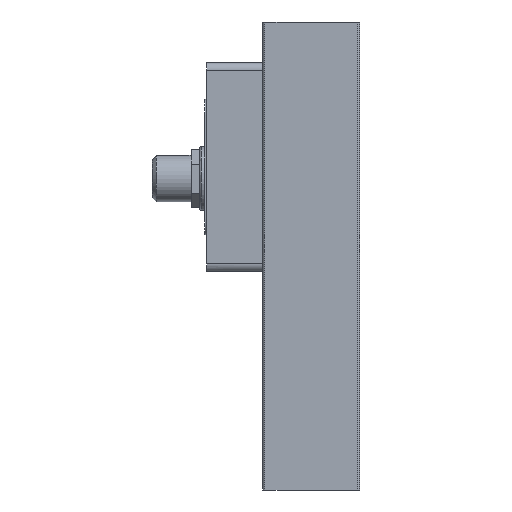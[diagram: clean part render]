
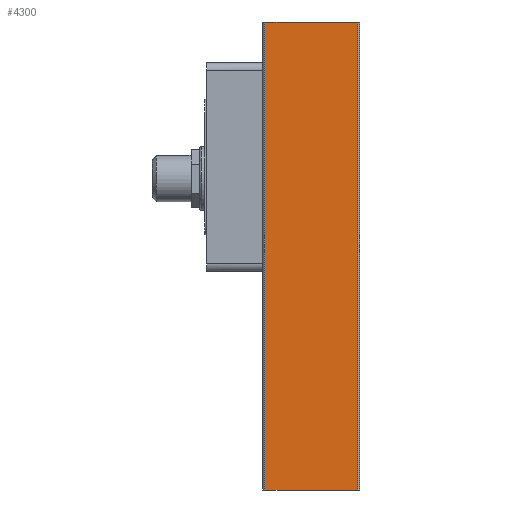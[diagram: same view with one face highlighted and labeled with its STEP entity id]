
A CAD part, left-side view. The second image highlights one B-rep face of the part: STEP entity #4300.
In plain terms, the highlighted planar face has unit normal (-1, 0, 0).
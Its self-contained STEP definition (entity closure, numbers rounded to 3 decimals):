
#10 = PLANE ( 'NONE',  #793 ) ;
#17 = CARTESIAN_POINT ( 'NONE',  ( 0., 0.5, -90. ) ) ;
#356 = EDGE_CURVE ( 'NONE', #719, #2440, #4689, .T. ) ;
#366 = EDGE_CURVE ( 'NONE', #866, #2440, #6113, .T. ) ;
#659 = VECTOR ( 'NONE', #1867, 1000. ) ;
#719 = VERTEX_POINT ( 'NONE', #2330 ) ;
#793 = AXIS2_PLACEMENT_3D ( 'NONE', #2862, #3828, #1069 ) ;
#866 = VERTEX_POINT ( 'NONE', #5288 ) ;
#1069 = DIRECTION ( 'NONE',  ( 0., 0., -1. ) ) ;
#1487 = FACE_OUTER_BOUND ( 'NONE', #4876, .T. ) ;
#1630 = VECTOR ( 'NONE', #5701, 1000. ) ;
#1635 = ORIENTED_EDGE ( 'NONE', *, *, #356, .T. ) ;
#1802 = ORIENTED_EDGE ( 'NONE', *, *, #3795, .F. ) ;
#1867 = DIRECTION ( 'NONE',  ( 0., -1., 0. ) ) ;
#1876 = LINE ( 'NONE', #3750, #5754 ) ;
#1899 = CARTESIAN_POINT ( 'NONE',  ( 0., 0.5, 29.5 ) ) ;
#2144 = VERTEX_POINT ( 'NONE', #4856 ) ;
#2330 = CARTESIAN_POINT ( 'NONE',  ( 0., 24.5, -90. ) ) ;
#2440 = VERTEX_POINT ( 'NONE', #17 ) ;
#2727 = DIRECTION ( 'NONE',  ( 0., 0., 1. ) ) ;
#2862 = CARTESIAN_POINT ( 'NONE',  ( 0., 24.5, 29.5 ) ) ;
#2930 = VECTOR ( 'NONE', #3773, 1000. ) ;
#3685 = LINE ( 'NONE', #6108, #659 ) ;
#3750 = CARTESIAN_POINT ( 'NONE',  ( 0., 24.5, 29.5 ) ) ;
#3773 = DIRECTION ( 'NONE',  ( 0., -1., 0. ) ) ;
#3795 = EDGE_CURVE ( 'NONE', #2144, #866, #3685, .T. ) ;
#3828 = DIRECTION ( 'NONE',  ( 1., 0., 0. ) ) ;
#3885 = ORIENTED_EDGE ( 'NONE', *, *, #6122, .F. ) ;
#4043 = ORIENTED_EDGE ( 'NONE', *, *, #366, .F. ) ;
#4300 = ADVANCED_FACE ( 'NONE', ( #1487 ), #10, .F. ) ;
#4689 = LINE ( 'NONE', #5733, #2930 ) ;
#4856 = CARTESIAN_POINT ( 'NONE',  ( 0., 24.5, 31. ) ) ;
#4876 = EDGE_LOOP ( 'NONE', ( #1635, #4043, #1802, #3885 ) ) ;
#5288 = CARTESIAN_POINT ( 'NONE',  ( 0., 0.5, 31. ) ) ;
#5701 = DIRECTION ( 'NONE',  ( 0., 0., -1. ) ) ;
#5733 = CARTESIAN_POINT ( 'NONE',  ( 0., 24.5, -90. ) ) ;
#5754 = VECTOR ( 'NONE', #2727, 1000. ) ;
#6108 = CARTESIAN_POINT ( 'NONE',  ( 0., 24.5, 31. ) ) ;
#6113 = LINE ( 'NONE', #1899, #1630 ) ;
#6122 = EDGE_CURVE ( 'NONE', #719, #2144, #1876, .T. ) ;
